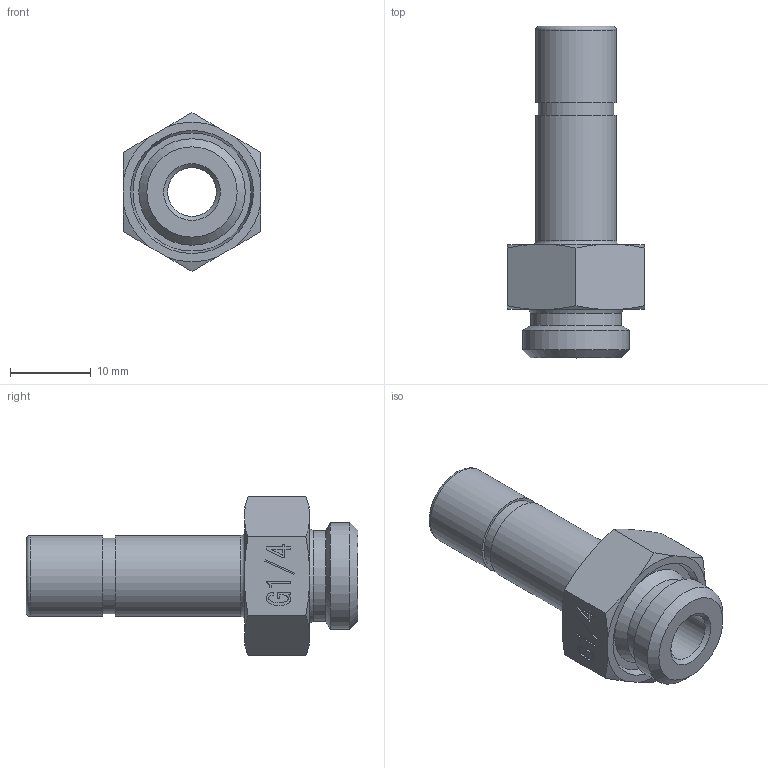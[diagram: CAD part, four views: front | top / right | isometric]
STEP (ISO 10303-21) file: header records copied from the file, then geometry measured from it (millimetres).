
FILE_DESCRIPTION((''),'2;1');
FILE_NAME('F-PCJ BODY 10G02.stp','2020-11-23T08:31:25',('Administrator'),(''),'Autodesk Inventor 2013','Autodesk Inventor 2013','');
FILE_SCHEMA(('CONFIG_CONTROL_DESIGN'));
Length unit declared in the file: millimetre
Products named in the file (1): F-PCJ BODY 10G02
Bounding box: 17 x 41 x 19.63 mm (x, y, z)
Volume: 3590.3 mm3; surface area: 2858.8 mm2
Topology: 1 solids, 1 shells, 101 faces, 250 edges, 165 vertices
Faces by surface type: plane 54, bspline 19, cone 17, cylinder 9, torus 2
Full cylindrical faces by diameter (mm): 2.516 x1, 6 x1, 9.3 x1, 10 x2, 11.2 x1, 13.157 x1
Entity records: 2951 total; most frequent: CARTESIAN_POINT 741, ORIENTED_EDGE 466, DIRECTION 386, EDGE_CURVE 233, VERTEX_POINT 163, VECTOR 134, LINE 134, EDGE_LOOP 132
